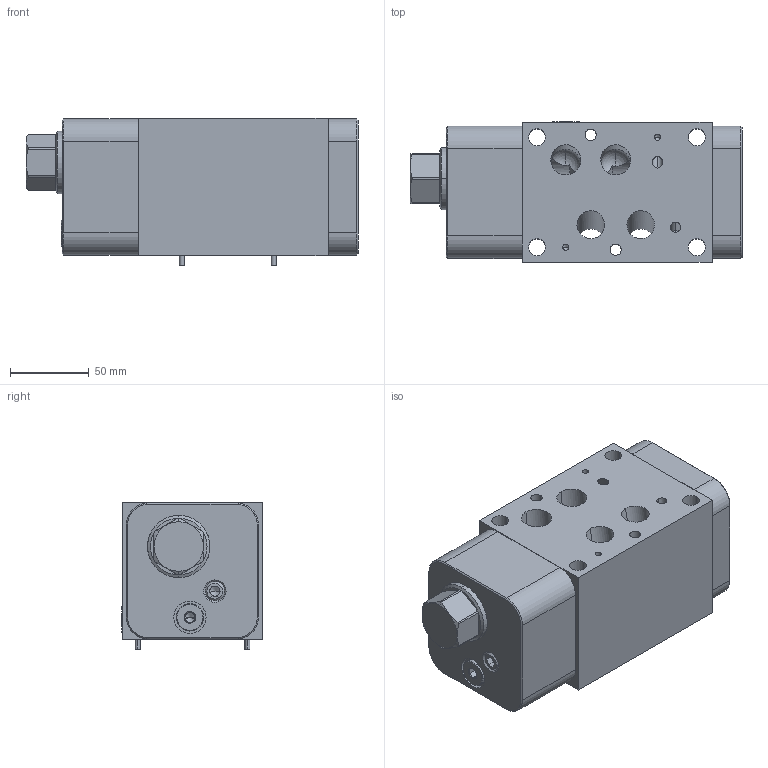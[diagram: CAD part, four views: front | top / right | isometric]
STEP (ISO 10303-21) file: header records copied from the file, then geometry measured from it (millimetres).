
FILE_DESCRIPTION((''),'2;1');
FILE_NAME('Z6D_ASM','2020-05-13T',('ProEService'),(''),'PRO/ENGINEER BY PARAMETRIC TECHNOLOGY CORPORATION, 2014200','PRO/ENGINEER BY PARAMETRIC TECHNOLOGY CORPORATION, 2014200','');
FILE_SCHEMA(('CONFIG_CONTROL_DESIGN'));
Length unit declared in the file: inch
Products named in the file (9): 153-977-001; CXHAXCN; 340-003; A330-006-006; 811-001-006; 500-001-111; 500-001-118; 700-006; Z6D_ASM
Assembly tree (10 placements, depth 2):
  Z6D_ASM
    153-977-001
    CXHAXCN
    340-003
    A330-006-006  x2
    811-001-006  x2
    500-001-111
    500-001-118
    700-006
Bounding box: 211.15 x 89.43 x 93.85 mm (x, y, z)
Volume: 1175791.2 mm3; surface area: 163646.6 mm2
Topology: 8 solids, 9 shells, 530 faces, 1527 edges, 1184 vertices
Faces by surface type: cylinder 214, plane 132, cone 131, torus 36, sphere 11, revolution 6
Entity records: 19205 total; most frequent: CARTESIAN_POINT 6741, DIRECTION 2660, ORIENTED_EDGE 2236, EDGE_CURVE 1118, AXIS2_PLACEMENT_3D 984, VERTEX_POINT 689, VECTOR 686, LINE 686
